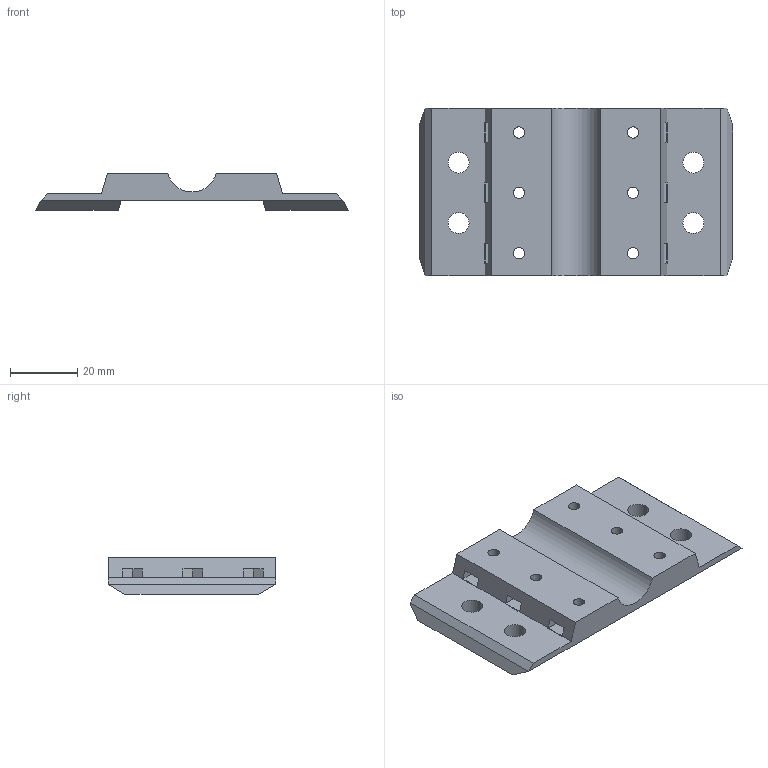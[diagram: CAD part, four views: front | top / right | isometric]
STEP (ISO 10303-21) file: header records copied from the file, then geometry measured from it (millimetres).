
FILE_DESCRIPTION(('FreeCAD Model'),'2;1');
FILE_NAME( 'toolholder-bottom.step' ,'2020-04-19T13:49:13',('Author'),(''), 'Open CASCADE STEP processor 7.3','FreeCAD','Unknown');
FILE_SCHEMA(('AUTOMOTIVE_DESIGN { 1 0 10303 214 1 1 1 1 }'));
Length unit declared in the file: millimetre
Products named in the file (1): toolholder-bottom
Bounding box: 93.33 x 50 x 11 mm (x, y, z)
Volume: 26025.4 mm3; surface area: 12883.9 mm2
Topology: 1 solids, 1 shells, 92 faces, 250 edges, 160 vertices
Faces by surface type: plane 75, cylinder 17
Full cylindrical faces by diameter (mm): 3.4 x12, 6.25 x4
Entity records: 6255 total; most frequent: CARTESIAN_POINT 1147, DIRECTION 946, LINE 682, VECTOR 682, ORIENTED_EDGE 500, PCURVE 500, DEFINITIONAL_REPRESENTATION 500, EDGE_CURVE 250
